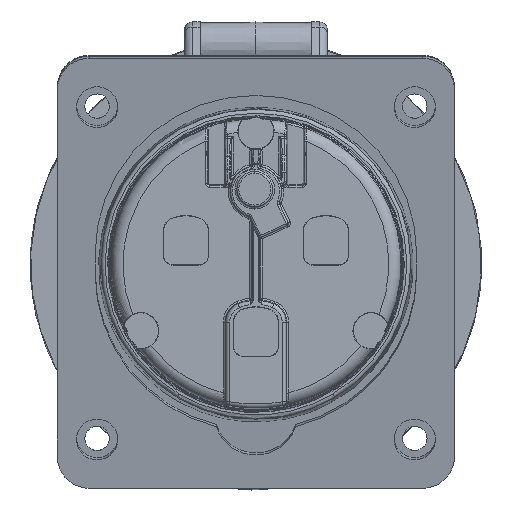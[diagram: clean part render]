
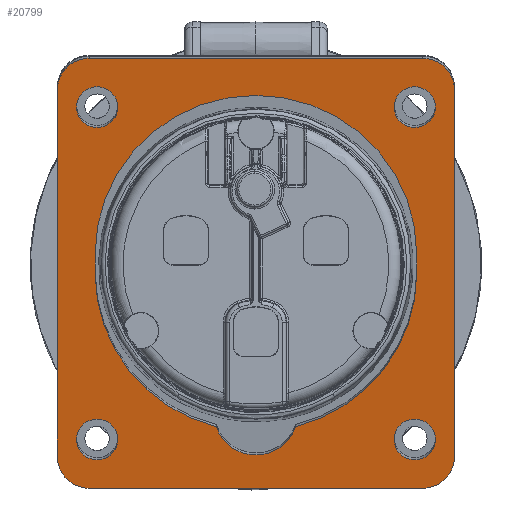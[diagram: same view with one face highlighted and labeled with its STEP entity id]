
A CAD part, front view. The second image highlights one B-rep face of the part: STEP entity #20799.
In plain terms, the highlighted planar face has unit normal (0, -0.985, -0.174).
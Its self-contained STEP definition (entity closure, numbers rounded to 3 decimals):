
#4504=DIRECTION('',(0.,-0.174,0.985));
#4505=VECTOR('',#4504,5.);
#4506=CARTESIAN_POINT('',(40.5,42.349,-2.294));
#4507=LINE('',#4506,#4505);
#4516=DIRECTION('',(0.,0.174,-0.985));
#4517=VECTOR('',#4516,5.);
#4518=CARTESIAN_POINT('',(-40.5,41.48,2.63));
#4519=LINE('',#4518,#4517);
#4520=DIRECTION('',(1.,0.,0.));
#4521=VECTOR('',#4520,84.);
#4522=CARTESIAN_POINT('',(-42.,51.899,-56.459));
#4523=LINE('',#4522,#4521);
#4524=CARTESIAN_POINT('',(-42.,50.51,-48.58));
#4525=DIRECTION('',(0.,-0.985,-0.174));
#4526=DIRECTION('',(-1.,0.,0.));
#4527=AXIS2_PLACEMENT_3D('',#4524,#4525,#4526);
#4529=DIRECTION('',(0.,0.174,-0.985));
#4530=VECTOR('',#4529,94.);
#4531=CARTESIAN_POINT('',(-50.,34.187,43.992));
#4532=LINE('',#4531,#4530);
#4533=CARTESIAN_POINT('',(-42.,34.187,43.992));
#4534=DIRECTION('',(0.,-0.985,-0.174));
#4535=DIRECTION('',(0.,-0.174,0.985));
#4536=AXIS2_PLACEMENT_3D('',#4533,#4534,#4535);
#4538=DIRECTION('',(-1.,0.,0.));
#4539=VECTOR('',#4538,84.);
#4540=CARTESIAN_POINT('',(42.,32.798,51.87));
#4541=LINE('',#4540,#4539);
#4542=CARTESIAN_POINT('',(42.,34.187,43.992));
#4543=DIRECTION('',(0.,-0.985,-0.174));
#4544=DIRECTION('',(1.,0.,0.));
#4545=AXIS2_PLACEMENT_3D('',#4542,#4543,#4544);
#4547=DIRECTION('',(0.,-0.174,0.985));
#4548=VECTOR('',#4547,94.);
#4549=CARTESIAN_POINT('',(50.,50.51,-48.58));
#4550=LINE('',#4549,#4548);
#4551=CARTESIAN_POINT('',(42.,50.51,-48.58));
#4552=DIRECTION('',(0.,-0.985,-0.174));
#4553=DIRECTION('',(0.,0.174,-0.985));
#4554=AXIS2_PLACEMENT_3D('',#4551,#4552,#4553);
#4556=CARTESIAN_POINT('',(0.,48.6,
-37.747));
#4557=DIRECTION('',(0.,0.985,0.174));
#4558=DIRECTION('',(0.951,0.054,-0.305));
#4559=AXIS2_PLACEMENT_3D('',#4556,#4557,#4558);
#4561=CARTESIAN_POINT('',(0.,42.349,
-2.294));
#4562=DIRECTION('',(0.,0.985,0.174));
#4563=DIRECTION('',(1.,0.,0.));
#4564=AXIS2_PLACEMENT_3D('',#4561,#4562,#4563);
#4566=CARTESIAN_POINT('',(0.,41.48,
2.63));
#4567=DIRECTION('',(0.,0.985,0.174));
#4568=DIRECTION('',(-1.,0.,0.));
#4569=AXIS2_PLACEMENT_3D('',#4566,#4567,#4568);
#4571=CARTESIAN_POINT('',(0.,42.349,
-2.294));
#4572=DIRECTION('',(0.,0.985,0.174));
#4573=DIRECTION('',(-0.247,0.168,-0.954));
#4574=AXIS2_PLACEMENT_3D('',#4571,#4572,#4573);
#4576=CARTESIAN_POINT('',(-40.,49.729,-44.149));
#4577=DIRECTION('',(0.,0.985,0.174));
#4578=DIRECTION('',(-1.,0.,0.));
#4579=AXIS2_PLACEMENT_3D('',#4576,#4577,#4578);
#4581=CARTESIAN_POINT('',(-40.,49.729,-44.149));
#4582=DIRECTION('',(0.,0.985,0.174));
#4583=DIRECTION('',(1.,0.,0.));
#4584=AXIS2_PLACEMENT_3D('',#4581,#4582,#4583);
#4586=CARTESIAN_POINT('',(-40.,34.969,39.56));
#4587=DIRECTION('',(0.,0.985,0.174));
#4588=DIRECTION('',(-1.,0.,0.));
#4589=AXIS2_PLACEMENT_3D('',#4586,#4587,#4588);
#4591=CARTESIAN_POINT('',(-40.,34.969,39.56));
#4592=DIRECTION('',(0.,0.985,0.174));
#4593=DIRECTION('',(1.,0.,0.));
#4594=AXIS2_PLACEMENT_3D('',#4591,#4592,#4593);
#4596=CARTESIAN_POINT('',(40.,49.729,-44.149));
#4597=DIRECTION('',(0.,0.985,0.174));
#4598=DIRECTION('',(1.,0.,0.));
#4599=AXIS2_PLACEMENT_3D('',#4596,#4597,#4598);
#4601=CARTESIAN_POINT('',(40.,49.729,-44.149));
#4602=DIRECTION('',(0.,0.985,0.174));
#4603=DIRECTION('',(-1.,0.,0.));
#4604=AXIS2_PLACEMENT_3D('',#4601,#4602,#4603);
#4606=CARTESIAN_POINT('',(40.,34.969,39.56));
#4607=DIRECTION('',(0.,0.985,0.174));
#4608=DIRECTION('',(1.,0.,0.));
#4609=AXIS2_PLACEMENT_3D('',#4606,#4607,#4608);
#4611=CARTESIAN_POINT('',(40.,34.969,39.56));
#4612=DIRECTION('',(0.,0.985,0.174));
#4613=DIRECTION('',(-1.,0.,0.));
#4614=AXIS2_PLACEMENT_3D('',#4611,#4612,#4613);
#11926=CARTESIAN_POINT('',(-50.,50.51,-48.58));
#11927=CARTESIAN_POINT('',(-42.,51.899,-56.459));
#11928=VERTEX_POINT('',#11926);
#11929=VERTEX_POINT('',#11927);
#11930=CARTESIAN_POINT('',(-50.,34.187,43.992));
#11931=VERTEX_POINT('',#11930);
#11932=CARTESIAN_POINT('',(-42.,32.798,51.87));
#11933=VERTEX_POINT('',#11932);
#11936=CARTESIAN_POINT('',(42.,32.798,51.87));
#11937=VERTEX_POINT('',#11936);
#11940=CARTESIAN_POINT('',(50.,34.187,43.992));
#11941=VERTEX_POINT('',#11940);
#11942=CARTESIAN_POINT('',(50.,50.51,-48.58));
#11943=VERTEX_POINT('',#11942);
#11944=CARTESIAN_POINT('',(42.,51.899,-56.459));
#11945=VERTEX_POINT('',#11944);
#11946=CARTESIAN_POINT('',(-9.984,49.164,
-40.948));
#11947=CARTESIAN_POINT('',(-40.5,42.349,-2.294));
#11948=VERTEX_POINT('',#11946);
#11949=VERTEX_POINT('',#11947);
#11950=CARTESIAN_POINT('',(9.984,49.164,
-40.948));
#11951=VERTEX_POINT('',#11950);
#11952=CARTESIAN_POINT('',(-40.5,41.48,2.63));
#11953=VERTEX_POINT('',#11952);
#11954=CARTESIAN_POINT('',(40.5,42.349,-2.294));
#11955=VERTEX_POINT('',#11954);
#11956=CARTESIAN_POINT('',(40.5,41.48,2.63));
#11957=VERTEX_POINT('',#11956);
#11958=CARTESIAN_POINT('',(-45.2,49.729,-44.149));
#11959=CARTESIAN_POINT('',(-34.8,49.729,-44.149));
#11960=VERTEX_POINT('',#11958);
#11961=VERTEX_POINT('',#11959);
#11962=CARTESIAN_POINT('',(-45.2,34.969,39.56));
#11963=CARTESIAN_POINT('',(-34.8,34.969,39.56));
#11964=VERTEX_POINT('',#11962);
#11965=VERTEX_POINT('',#11963);
#11966=CARTESIAN_POINT('',(45.2,49.729,-44.149));
#11967=CARTESIAN_POINT('',(34.8,49.729,-44.149));
#11968=VERTEX_POINT('',#11966);
#11969=VERTEX_POINT('',#11967);
#11970=CARTESIAN_POINT('',(45.2,34.969,39.56));
#11971=CARTESIAN_POINT('',(34.8,34.969,39.56));
#11972=VERTEX_POINT('',#11970);
#11973=VERTEX_POINT('',#11971);
#20744=CARTESIAN_POINT('',(0.,42.349,-2.294));
#20745=DIRECTION('',(0.,0.985,0.174));
#20746=DIRECTION('',(1.,0.,0.));
#20747=AXIS2_PLACEMENT_3D('',#20744,#20745,#20746);
#20748=PLANE('',#20747);
#20750=ORIENTED_EDGE('',*,*,#20749,.F.);
#20752=ORIENTED_EDGE('',*,*,#20751,.F.);
#20754=ORIENTED_EDGE('',*,*,#20753,.F.);
#20756=ORIENTED_EDGE('',*,*,#20755,.F.);
#20758=ORIENTED_EDGE('',*,*,#20757,.F.);
#20760=ORIENTED_EDGE('',*,*,#20759,.F.);
#20762=ORIENTED_EDGE('',*,*,#20761,.F.);
#20764=ORIENTED_EDGE('',*,*,#20763,.F.);
#20765=EDGE_LOOP('',(#20750,#20752,#20754,#20756,#20758,#20760,#20762,#20764));
#20766=FACE_OUTER_BOUND('',#20765,.F.);
#20767=ORIENTED_EDGE('',*,*,#20683,.F.);
#20768=ORIENTED_EDGE('',*,*,#20697,.F.);
#20769=ORIENTED_EDGE('',*,*,#20711,.T.);
#20770=ORIENTED_EDGE('',*,*,#20725,.F.);
#20771=ORIENTED_EDGE('',*,*,#20738,.T.);
#20772=ORIENTED_EDGE('',*,*,#20668,.F.);
#20773=EDGE_LOOP('',(#20767,#20768,#20769,#20770,#20771,#20772));
#20774=FACE_BOUND('',#20773,.F.);
#20776=ORIENTED_EDGE('',*,*,#20775,.F.);
#20778=ORIENTED_EDGE('',*,*,#20777,.F.);
#20779=EDGE_LOOP('',(#20776,#20778));
#20780=FACE_BOUND('',#20779,.F.);
#20782=ORIENTED_EDGE('',*,*,#20781,.F.);
#20784=ORIENTED_EDGE('',*,*,#20783,.F.);
#20785=EDGE_LOOP('',(#20782,#20784));
#20786=FACE_BOUND('',#20785,.F.);
#20788=ORIENTED_EDGE('',*,*,#20787,.F.);
#20790=ORIENTED_EDGE('',*,*,#20789,.F.);
#20791=EDGE_LOOP('',(#20788,#20790));
#20792=FACE_BOUND('',#20791,.F.);
#20794=ORIENTED_EDGE('',*,*,#20793,.F.);
#20796=ORIENTED_EDGE('',*,*,#20795,.F.);
#20797=EDGE_LOOP('',(#20794,#20796));
#20798=FACE_BOUND('',#20797,.F.);
#20799=ADVANCED_FACE('',(#20766,#20774,#20780,#20786,#20792,#20798),#20748,.F.);
#4528=CIRCLE('',#4527,8.);
#4537=CIRCLE('',#4536,8.);
#4546=CIRCLE('',#4545,8.);
#4555=CIRCLE('',#4554,8.);
#4560=CIRCLE('',#4559,10.5);
#4565=CIRCLE('',#4564,40.5);
#4570=CIRCLE('',#4569,40.5);
#4575=CIRCLE('',#4574,40.5);
#4580=CIRCLE('',#4579,5.2);
#4585=CIRCLE('',#4584,5.2);
#4590=CIRCLE('',#4589,5.2);
#4595=CIRCLE('',#4594,5.2);
#4600=CIRCLE('',#4599,5.2);
#4605=CIRCLE('',#4604,5.2);
#4610=CIRCLE('',#4609,5.2);
#4615=CIRCLE('',#4614,5.2);
#20668=EDGE_CURVE('',#11948,#11949,#4575,.T.);
#20683=EDGE_CURVE('',#11951,#11948,#4560,.T.);
#20697=EDGE_CURVE('',#11955,#11951,#4565,.T.);
#20711=EDGE_CURVE('',#11955,#11957,#4507,.T.);
#20725=EDGE_CURVE('',#11953,#11957,#4570,.T.);
#20738=EDGE_CURVE('',#11953,#11949,#4519,.T.);
#20749=EDGE_CURVE('',#11929,#11945,#4523,.T.);
#20751=EDGE_CURVE('',#11928,#11929,#4528,.T.);
#20753=EDGE_CURVE('',#11931,#11928,#4532,.T.);
#20755=EDGE_CURVE('',#11933,#11931,#4537,.T.);
#20757=EDGE_CURVE('',#11937,#11933,#4541,.T.);
#20759=EDGE_CURVE('',#11941,#11937,#4546,.T.);
#20761=EDGE_CURVE('',#11943,#11941,#4550,.T.);
#20763=EDGE_CURVE('',#11945,#11943,#4555,.T.);
#20775=EDGE_CURVE('',#11960,#11961,#4580,.T.);
#20777=EDGE_CURVE('',#11961,#11960,#4585,.T.);
#20781=EDGE_CURVE('',#11964,#11965,#4590,.T.);
#20783=EDGE_CURVE('',#11965,#11964,#4595,.T.);
#20787=EDGE_CURVE('',#11968,#11969,#4600,.T.);
#20789=EDGE_CURVE('',#11969,#11968,#4605,.T.);
#20793=EDGE_CURVE('',#11972,#11973,#4610,.T.);
#20795=EDGE_CURVE('',#11973,#11972,#4615,.T.);
